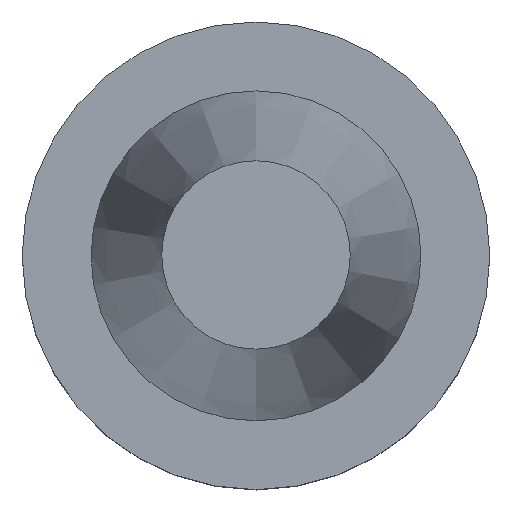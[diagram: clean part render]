
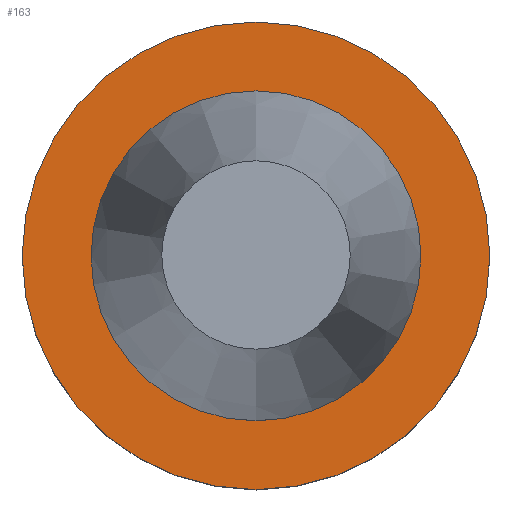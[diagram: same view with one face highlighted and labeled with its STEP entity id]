
A CAD part, top view. The second image highlights one B-rep face of the part: STEP entity #163.
In plain terms, the highlighted planar face has unit normal (0, 0, 1).
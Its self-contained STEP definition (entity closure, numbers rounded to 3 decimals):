
#117=EDGE_CURVE('Unnamed[1]',#265,#265,#266,.T.);
#149=EDGE_CURVE('Unnamed[1]',#313,#313,#314,.T.);
#163=ADVANCED_FACE('Unnamed[1]',(#334,#335),#336,.T.);
#265=VERTEX_POINT('',#457);
#266=CIRCLE('',#458,22.225);
#313=VERTEX_POINT('',#516);
#314=CIRCLE('',#517,31.5);
#334=FACE_OUTER_BOUND('',#542,.T.);
#335=FACE_BOUND('',#543,.T.);
#336=PLANE('',#544);
#457=CARTESIAN_POINT('',(0.,22.225,-1.));
#458=AXIS2_PLACEMENT_3D('',#649,#650,#651);
#516=CARTESIAN_POINT('',(0.,31.5,-1.));
#517=AXIS2_PLACEMENT_3D('',#702,#703,#704);
#542=EDGE_LOOP('',(#726));
#543=EDGE_LOOP('',(#727));
#544=AXIS2_PLACEMENT_3D('',#728,#729,#730);
#649=CARTESIAN_POINT('',(0.,0.,-1.));
#650=DIRECTION('',(0.,0.,-1.0));
#651=DIRECTION('',(0.,1.0,0.));
#702=CARTESIAN_POINT('',(0.,0.,-1.));
#703=DIRECTION('',(0.,0.,-1.0));
#704=DIRECTION('',(0.,1.0,0.));
#726=ORIENTED_EDGE('',*,*,#149,.F.);
#727=ORIENTED_EDGE('',*,*,#117,.T.);
#728=CARTESIAN_POINT('',(0.,26.862,-1.));
#729=DIRECTION('',(0.,0.,1.0));
#730=DIRECTION('',(0.,-1.0,0.));
